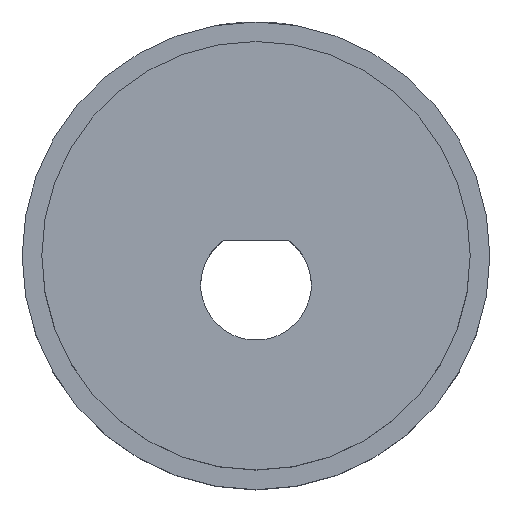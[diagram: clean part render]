
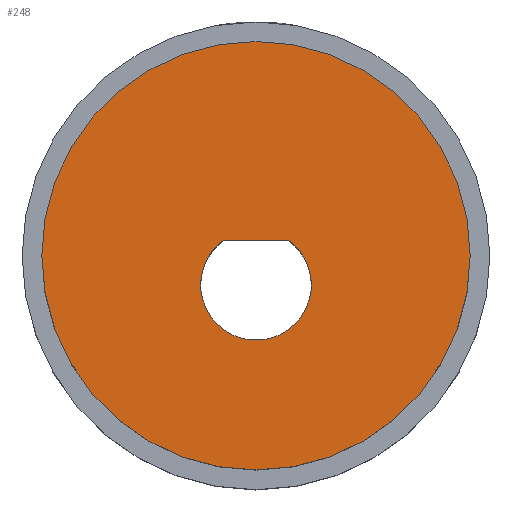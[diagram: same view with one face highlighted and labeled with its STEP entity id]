
A CAD part, top view. The second image highlights one B-rep face of the part: STEP entity #248.
In plain terms, the highlighted planar face has unit normal (0, 0, 1).
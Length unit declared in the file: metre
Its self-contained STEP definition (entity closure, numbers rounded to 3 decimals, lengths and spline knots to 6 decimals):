
#17=LINE('',#402,#35);
#35=VECTOR('',#318,1.);
#50=PLANE('',#282);
#74=ORIENTED_EDGE('',*,*,#136,.T.);
#75=ORIENTED_EDGE('',*,*,#133,.F.);
#76=ORIENTED_EDGE('',*,*,#135,.T.);
#133=EDGE_CURVE('',#164,#162,#17,.T.);
#135=EDGE_CURVE('',#166,#166,#182,.T.);
#136=EDGE_CURVE('',#164,#162,#183,.F.);
#162=VERTEX_POINT('',#397);
#164=VERTEX_POINT('',#401);
#166=VERTEX_POINT('',#407);
#182=CIRCLE('',#281,0.010075);
#183=CIRCLE('',#283,0.0026);
#194=EDGE_LOOP('',(#74,#75));
#195=EDGE_LOOP('',(#76));
#220=FACE_BOUND('',#194,.T.);
#221=FACE_BOUND('',#195,.T.);
#248=ADVANCED_FACE('',(#220,#221),#50,.T.);
#281=AXIS2_PLACEMENT_3D('',#406,#323,#324);
#282=AXIS2_PLACEMENT_3D('',#408,#325,#326);
#283=AXIS2_PLACEMENT_3D('',#409,#327,#328);
#318=DIRECTION('',(-1.,0.,0.));
#323=DIRECTION('',(0.,0.,1.));
#324=DIRECTION('',(1.,0.,0.));
#325=DIRECTION('',(0.,0.,1.));
#326=DIRECTION('',(1.,0.,0.));
#327=DIRECTION('',(0.,0.,1.));
#328=DIRECTION('',(1.,0.,0.));
#397=CARTESIAN_POINT('',(-0.001533,0.0021,0.0115));
#401=CARTESIAN_POINT('',(0.001533,0.0021,0.0115));
#402=CARTESIAN_POINT('',(0.,0.0021,0.0115));
#406=CARTESIAN_POINT('',(0.,0.00137,0.0115));
#407=CARTESIAN_POINT('',(0.010075,0.00137,0.0115));
#408=CARTESIAN_POINT('',(0.,0.00137,0.0115));
#409=CARTESIAN_POINT('',(0.,0.,0.0115));
